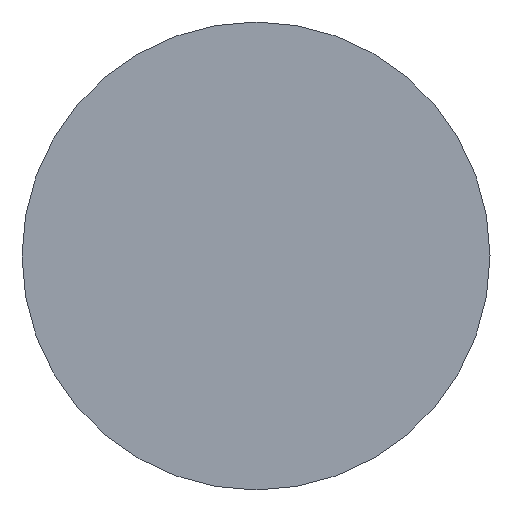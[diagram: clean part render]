
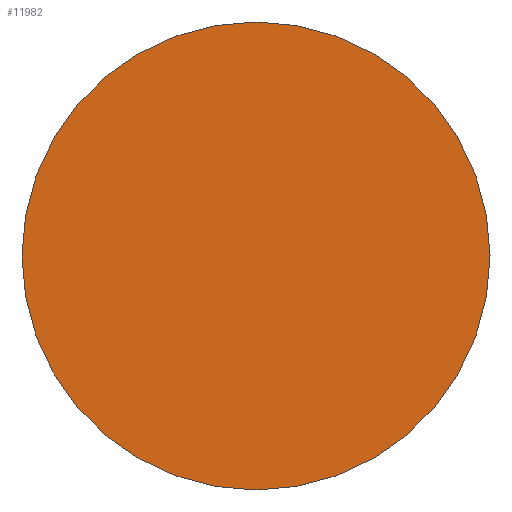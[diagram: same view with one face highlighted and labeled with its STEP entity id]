
A CAD part, left-side view. The second image highlights one B-rep face of the part: STEP entity #11982.
In plain terms, the highlighted planar face has unit normal (-1, 0, 0).
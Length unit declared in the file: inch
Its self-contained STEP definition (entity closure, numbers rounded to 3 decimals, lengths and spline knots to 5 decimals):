
#55 = DIRECTION ( 'NONE',  ( 0., 0., 1. ) ) ;
#1274 = VERTEX_POINT ( 'NONE', #15095 ) ;
#2046 = DIRECTION ( 'NONE',  ( -1., 0., 0. ) ) ;
#2676 = CARTESIAN_POINT ( 'NONE',  ( -0.57717, 0., -0.35433 ) ) ;
#4351 = VERTEX_POINT ( 'NONE', #2676 ) ;
#6192 = PLANE ( 'NONE',  #23012 ) ;
#6565 = AXIS2_PLACEMENT_3D ( 'NONE', #21024, #13323, #10652 ) ;
#8270 = CIRCLE ( 'NONE', #6565, 0.35433 ) ;
#8875 = FACE_OUTER_BOUND ( 'NONE', #27717, .T. ) ;
#9045 = DIRECTION ( 'NONE',  ( 0., 0., 1. ) ) ;
#10652 = DIRECTION ( 'NONE',  ( 0., 0., 1. ) ) ;
#11982 = ADVANCED_FACE ( 'NONE', ( #8875 ), #6192, .T. ) ;
#13323 = DIRECTION ( 'NONE',  ( -1., 0., 0. ) ) ;
#15095 = CARTESIAN_POINT ( 'NONE',  ( -0.57717, 0., 0.35433 ) ) ;
#19917 = DIRECTION ( 'NONE',  ( -1., 0., 0. ) ) ;
#21024 = CARTESIAN_POINT ( 'NONE',  ( -0.57717, 0., 0. ) ) ;
#21468 = ORIENTED_EDGE ( 'NONE', *, *, #21541, .T. ) ;
#21541 = EDGE_CURVE ( 'NONE', #4351, #1274, #32574, .T. ) ;
#22877 = AXIS2_PLACEMENT_3D ( 'NONE', #34947, #2046, #55 ) ;
#23012 = AXIS2_PLACEMENT_3D ( 'NONE', #31368, #19917, #9045 ) ;
#27717 = EDGE_LOOP ( 'NONE', ( #32186, #21468 ) ) ;
#31368 = CARTESIAN_POINT ( 'NONE',  ( -0.57717, 0., 0. ) ) ;
#32186 = ORIENTED_EDGE ( 'NONE', *, *, #33895, .T. ) ;
#32574 = CIRCLE ( 'NONE', #22877, 0.35433 ) ;
#33895 = EDGE_CURVE ( 'NONE', #1274, #4351, #8270, .T. ) ;
#34947 = CARTESIAN_POINT ( 'NONE',  ( -0.57717, 0., 0. ) ) ;
